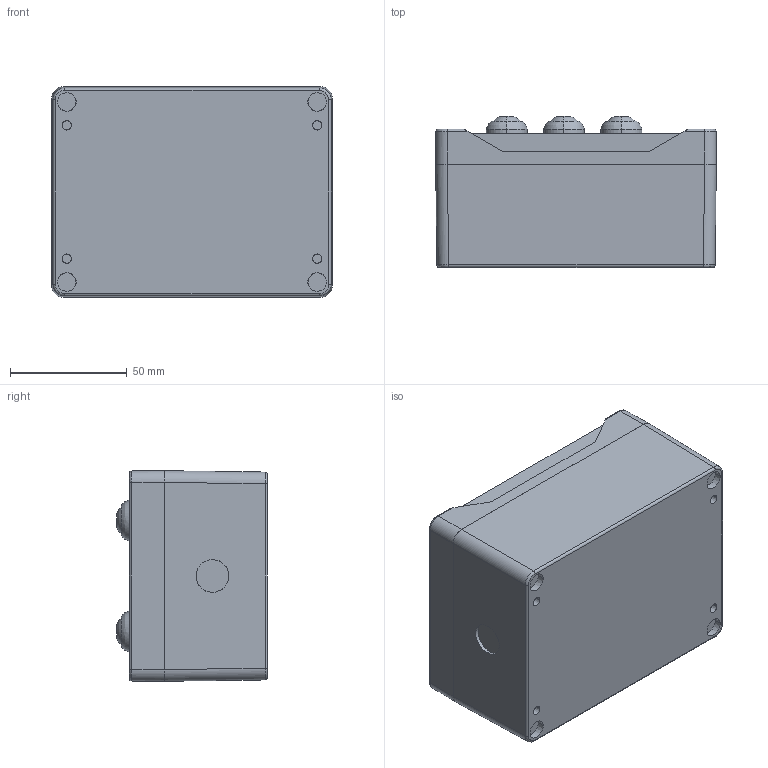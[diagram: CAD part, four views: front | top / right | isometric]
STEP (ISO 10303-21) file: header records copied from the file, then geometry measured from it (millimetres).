
FILE_DESCRIPTION((''),'2;1');
FILE_NAME('195230_SM01_ASM','2022-08-01T12:01:44',('PDMAdmin'),('BANNER ENGINEERING'),'CREO PARAMETRIC BY PTC INC, 2019292','CREO PARAMETRIC BY PTC INC, 2019292','');
FILE_SCHEMA(('CONFIG_CONTROL_DESIGN'));
Length unit declared in the file: millimetre
Products named in the file (2): 195230_EP01; 195230_SM01_ASM
Assembly tree (1 placements, depth 2):
  195230_SM01_ASM
    195230_EP01
Bounding box: 120 x 64.5 x 90 mm (x, y, z)
Volume: 616022.3 mm3; surface area: 47443.2 mm2
Topology: 1 solids, 1 shells, 186 faces, 432 edges, 280 vertices
Faces by surface type: plane 82, cylinder 56, bspline 20, cone 16, sphere 12
Entity records: 6113 total; most frequent: CARTESIAN_POINT 1769, DIRECTION 916, ORIENTED_EDGE 864, EDGE_CURVE 432, AXIS2_PLACEMENT_3D 355, VERTEX_POINT 280, EDGE_LOOP 218, VECTOR 206
